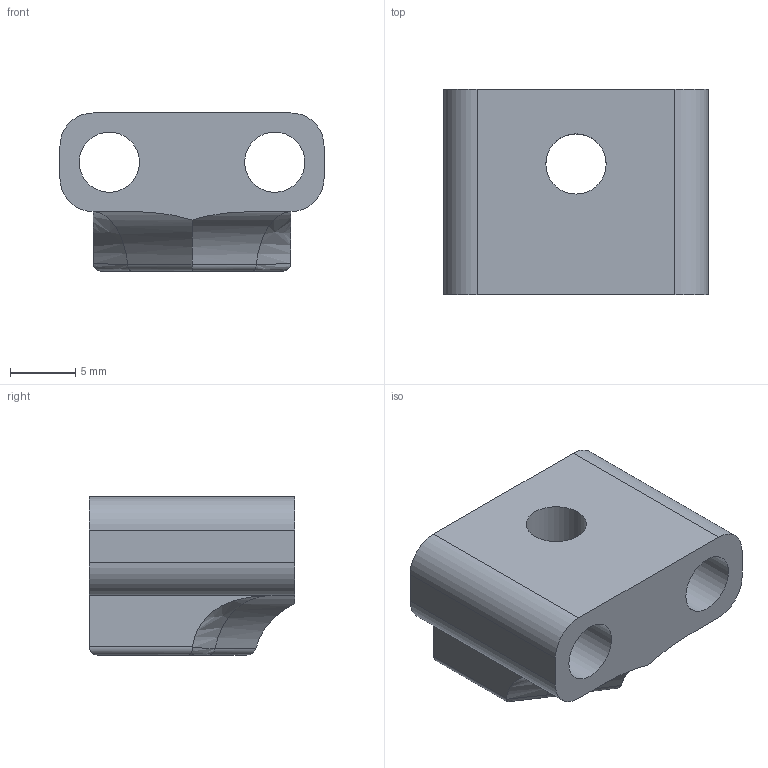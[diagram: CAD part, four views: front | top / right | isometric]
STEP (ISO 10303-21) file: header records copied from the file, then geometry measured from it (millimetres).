
FILE_DESCRIPTION(/* description */ (''),/* implementation_level */ '2;1');
FILE_NAME(/* name */ 'Ramp mount.step',/* time_stamp */ '2024-06-27T21:53:18-05:00',/* author */ (''),/* organization */ (''),/* preprocessor_version */ 'ST-DEVELOPER v20',/* originating_system */ 'Autodesk Translation Framework v13.14.0.145',/* authorisation */ '');
FILE_SCHEMA (('AUTOMOTIVE_DESIGN { 1 0 10303 214 3 1 1 }'));
Length unit declared in the file: inch
Products named in the file (1): Ramp Mount w/ Retainer
Bounding box: 20.27 x 15.77 x 12.14 mm (x, y, z)
Volume: 2179.1 mm3; surface area: 1895.4 mm2
Topology: 1 solids, 1 shells, 41 faces, 105 edges, 67 vertices
Faces by surface type: cylinder 20, plane 17, bspline 4
Full cylindrical faces by diameter (mm): 4.623 x3
Entity records: 1436 total; most frequent: CARTESIAN_POINT 396, ORIENTED_EDGE 210, DIRECTION 207, EDGE_CURVE 105, AXIS2_PLACEMENT_3D 74, VERTEX_POINT 67, LINE 59, VECTOR 59
